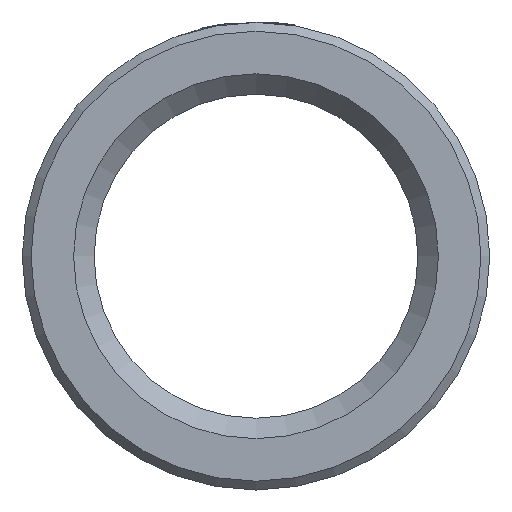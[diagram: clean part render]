
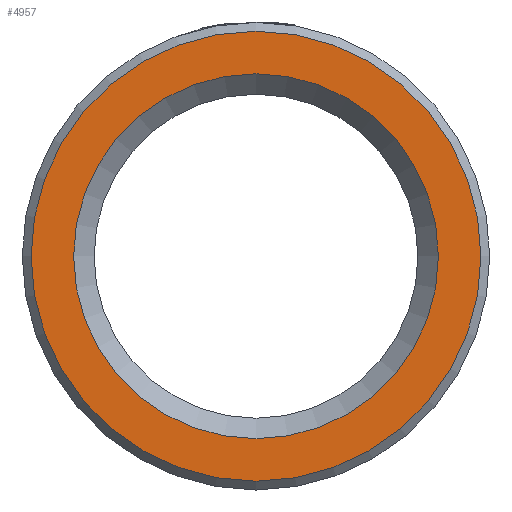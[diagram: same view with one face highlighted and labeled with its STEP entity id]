
A CAD part, left-side view. The second image highlights one B-rep face of the part: STEP entity #4957.
In plain terms, the highlighted planar face has unit normal (-1, 0, 0).
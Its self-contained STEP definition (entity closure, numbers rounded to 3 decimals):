
#711 = CIRCLE ( 'NONE', #6727, 12.75 ) ;
#897 = CARTESIAN_POINT ( 'NONE',  ( 0., 0., 0. ) ) ;
#1066 = EDGE_CURVE ( 'NONE', #5938, #5938, #9266, .T. ) ;
#1489 = DIRECTION ( 'NONE',  ( 0., 0., -1. ) ) ;
#1989 = EDGE_CURVE ( 'NONE', #6816, #6816, #711, .T. ) ;
#2043 = DIRECTION ( 'NONE',  ( 0., 0., -1. ) ) ;
#2185 = ORIENTED_EDGE ( 'NONE', *, *, #1989, .T. ) ;
#2256 = CARTESIAN_POINT ( 'NONE',  ( 0., 0., 0. ) ) ;
#2579 = DIRECTION ( 'NONE',  ( 1., 0., 0. ) ) ;
#2783 = CARTESIAN_POINT ( 'NONE',  ( 0., 0., 0. ) ) ;
#3116 = FACE_OUTER_BOUND ( 'NONE', #8315, .T. ) ;
#4092 = CARTESIAN_POINT ( 'NONE',  ( 0., 0., -10.34 ) ) ;
#4957 = ADVANCED_FACE ( 'NONE', ( #3116, #5793 ), #7456, .F. ) ;
#5102 = CARTESIAN_POINT ( 'NONE',  ( 0., 0., -12.75 ) ) ;
#5688 = DIRECTION ( 'NONE',  ( 1., 0., 0. ) ) ;
#5746 = AXIS2_PLACEMENT_3D ( 'NONE', #2256, #5688, #1489 ) ;
#5758 = AXIS2_PLACEMENT_3D ( 'NONE', #897, #2579, #9601 ) ;
#5793 = FACE_BOUND ( 'NONE', #6099, .T. ) ;
#5938 = VERTEX_POINT ( 'NONE', #4092 ) ;
#6099 = EDGE_LOOP ( 'NONE', ( #8599 ) ) ;
#6727 = AXIS2_PLACEMENT_3D ( 'NONE', #2783, #8882, #2043 ) ;
#6816 = VERTEX_POINT ( 'NONE', #5102 ) ;
#7456 = PLANE ( 'NONE',  #5746 ) ;
#8315 = EDGE_LOOP ( 'NONE', ( #2185 ) ) ;
#8599 = ORIENTED_EDGE ( 'NONE', *, *, #1066, .T. ) ;
#8882 = DIRECTION ( 'NONE',  ( -1., 0., 0. ) ) ;
#9266 = CIRCLE ( 'NONE', #5758, 10.34 ) ;
#9601 = DIRECTION ( 'NONE',  ( 0., 0., -1. ) ) ;
